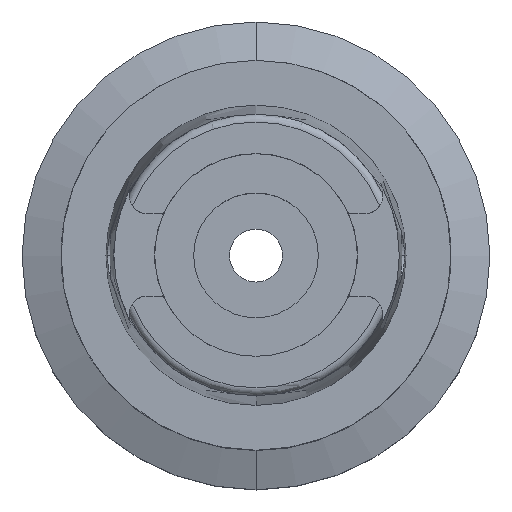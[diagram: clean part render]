
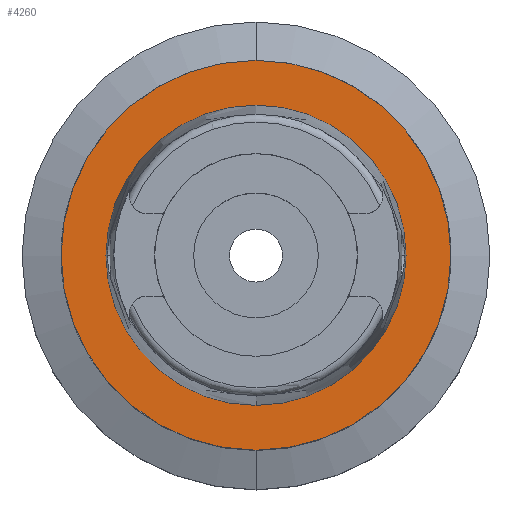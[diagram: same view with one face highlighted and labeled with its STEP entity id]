
A CAD part, top view. The second image highlights one B-rep face of the part: STEP entity #4260.
In plain terms, the highlighted planar face has unit normal (0, 0, 1).
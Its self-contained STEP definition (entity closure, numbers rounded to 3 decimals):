
#1981=CARTESIAN_POINT('',(0.,0.,0.));
#1982=DIRECTION('',(0.,0.,-1.));
#1983=DIRECTION('',(0.,-1.,0.));
#1984=AXIS2_PLACEMENT_3D('',#1981,#1982,#1983);
#1989=CARTESIAN_POINT('',(0.,0.,0.));
#1990=DIRECTION('',(0.,0.,-1.));
#1991=DIRECTION('',(0.,1.,0.));
#1992=AXIS2_PLACEMENT_3D('',#1989,#1990,#1991);
#1997=CARTESIAN_POINT('',(0.,0.,0.));
#1998=DIRECTION('',(0.,0.,1.));
#1999=DIRECTION('',(0.,-1.,0.));
#2000=AXIS2_PLACEMENT_3D('',#1997,#1998,#1999);
#2005=CARTESIAN_POINT('',(0.,0.,0.));
#2006=DIRECTION('',(0.,0.,1.));
#2007=DIRECTION('',(0.,1.,0.));
#2008=AXIS2_PLACEMENT_3D('',#2005,#2006,#2007);
#2518=CARTESIAN_POINT('',(0.,-19.25,0.));
#2519=VERTEX_POINT('',#2518);
#2520=CARTESIAN_POINT('',(0.,19.25,0.));
#2521=VERTEX_POINT('',#2520);
#2797=CARTESIAN_POINT('',(0.,25.,0.));
#2798=VERTEX_POINT('',#2797);
#2799=CARTESIAN_POINT('',(0.,-25.,0.));
#2800=VERTEX_POINT('',#2799);
#4247=CARTESIAN_POINT('',(0.,0.,0.));
#4248=DIRECTION('',(0.,0.,1.));
#4249=DIRECTION('',(0.,1.,0.));
#4250=AXIS2_PLACEMENT_3D('',#4247,#4248,#4249);
#4251=PLANE('',#4250);
#4252=ORIENTED_EDGE('',*,*,#4229,.T.);
#4253=ORIENTED_EDGE('',*,*,#4116,.T.);
#4254=EDGE_LOOP('',(#4252,#4253));
#4255=FACE_OUTER_BOUND('',#4254,.F.);
#4256=ORIENTED_EDGE('',*,*,#3030,.T.);
#4257=ORIENTED_EDGE('',*,*,#2999,.T.);
#4258=EDGE_LOOP('',(#4256,#4257));
#4259=FACE_BOUND('',#4258,.F.);
#1985=CIRCLE('',#1984,25.);
#1993=CIRCLE('',#1992,25.);
#2001=CIRCLE('',#2000,19.25);
#2009=CIRCLE('',#2008,19.25);
#2999=EDGE_CURVE('',#2521,#2519,#2009,.T.);
#3030=EDGE_CURVE('',#2519,#2521,#2001,.T.);
#4116=EDGE_CURVE('',#2798,#2800,#1993,.T.);
#4229=EDGE_CURVE('',#2800,#2798,#1985,.T.);
#4260=ADVANCED_FACE('',(#4255,#4259),#4251,.T.);
